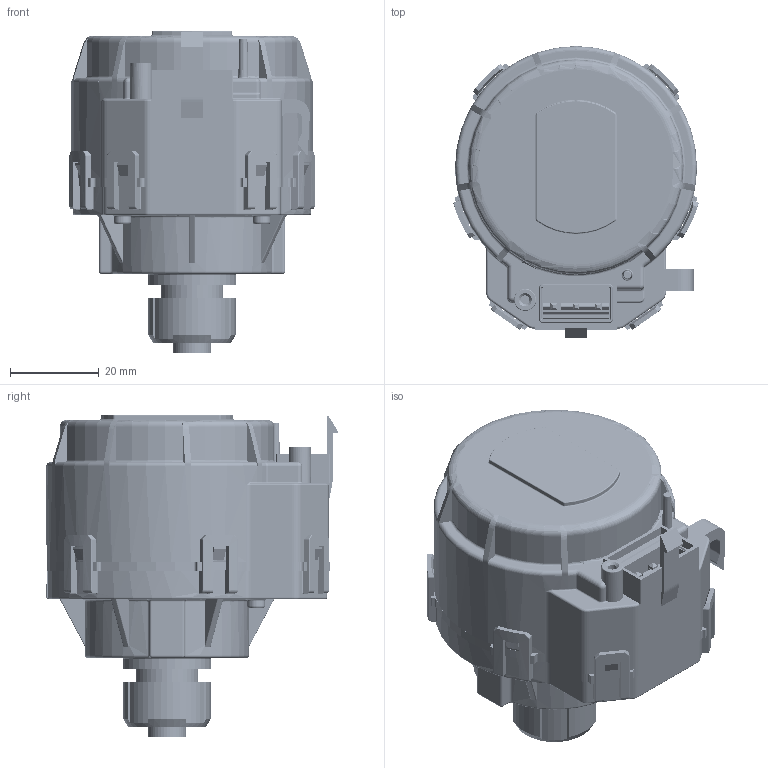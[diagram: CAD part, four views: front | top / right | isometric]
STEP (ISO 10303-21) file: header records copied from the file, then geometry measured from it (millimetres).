
FILE_DESCRIPTION((''),'2;1');
FILE_NAME('3_WAY_VALVE_ASM','2023-07-18T08:32:57',('ms27867'),(''),'CREO PARAMETRIC BY PTC INC, 2018100','CREO PARAMETRIC BY PTC INC, 2018100','');
FILE_SCHEMA(('CONFIG_CONTROL_DESIGN'));
Products named in the file (34): 4219120100886; 4332360000154; 4332360000155; 4332360000156; 3698153001002; 4718414004750; 4718414004751; 4332101100935; 4613103101463_ASM; 4294440100545; 4613105000425; 4613105000424; 4613107201148_ROTOR; MAGNET_ASSY; 4613107201148_ASM; 4332301101642; 4611120003165_ASM; 4294501000115; 4718414004752; 4294440200263; 4294440200264; 4718414004763; 4718412000490; 4332301101643; 4333230001979; 4333230001980; 4394000100736; 4294445000013_B0; 4332101209226; 4294501000114; 4332110000499_ASM; 4219121202446; 4219121202445; 3_WAY_VALVE_ASM
Assembly tree (50 placements, depth 4):
  3_WAY_VALVE_ASM
    4219120100886
    4332360000154
    4332360000155
    4332360000156
    4611120003165_ASM
      4613103101463_ASM
        3698153001002
        4718414004750  x2
        4718414004751
        4332101100935
      4294440100545
      4613105000425
      4613105000424
      4613107201148_ASM
        4613107201148_ROTOR
        MAGNET_ASSY  x12
      4332301101642  x2
    4294501000115  x2
    4718414004752  x2
    4294440200263
    4294440200264
    4718414004763
    4718412000490  x3
    4332301101643
    4333230001979
    4333230001980
    4332110000499_ASM
      4394000100736
      4294445000013_B0
      4332101209226
      4294501000114
    4219121202446
    4219121202445
Bounding box: 55.41 x 65.9 x 72.9 mm (x, y, z)
Volume: 62380.4 mm3; surface area: 93773.2 mm2
Topology: 46 solids, 48 shells, 7987 faces, 20881 edges, 13100 vertices
Faces by surface type: plane 3279, cylinder 2923, torus 885, extrusion 359, bspline 286, cone 199, sphere 52, revolution 4
Entity records: 243797 total; most frequent: CARTESIAN_POINT 72118, DIRECTION 36507, ORIENTED_EDGE 36184, EDGE_CURVE 18096, AXIS2_PLACEMENT_3D 13724, VERTEX_POINT 11462, VECTOR 9057, LINE 8710
